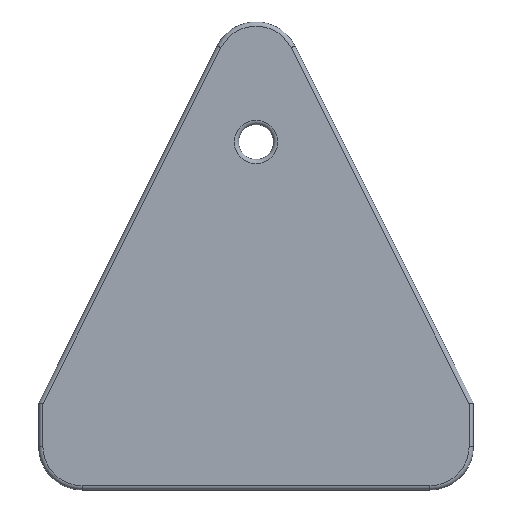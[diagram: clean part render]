
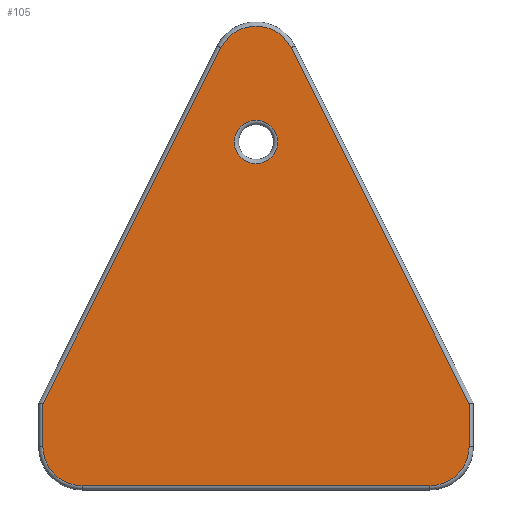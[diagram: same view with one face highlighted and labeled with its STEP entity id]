
A CAD part, front view. The second image highlights one B-rep face of the part: STEP entity #105.
In plain terms, the highlighted planar face has unit normal (0, -1, 0).
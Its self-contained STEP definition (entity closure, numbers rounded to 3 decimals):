
#64=FACE_BOUND('',#167,.T.);
#65=FACE_BOUND('',#168,.T.);
#76=CIRCLE('',#478,4.5);
#77=CIRCLE('',#479,4.5);
#78=CIRCLE('',#480,4.5);
#79=CIRCLE('',#481,2.5);
#105=ADVANCED_FACE('',(#64,#65),#133,.T.);
#133=PLANE('',#482);
#167=EDGE_LOOP('',(#223,#224,#225,#226,#227,#228,#229,#230));
#168=EDGE_LOOP('',(#231));
#223=ORIENTED_EDGE('',*,*,#377,.T.);
#224=ORIENTED_EDGE('',*,*,#378,.T.);
#225=ORIENTED_EDGE('',*,*,#379,.T.);
#226=ORIENTED_EDGE('',*,*,#380,.T.);
#227=ORIENTED_EDGE('',*,*,#381,.T.);
#228=ORIENTED_EDGE('',*,*,#382,.T.);
#229=ORIENTED_EDGE('',*,*,#383,.T.);
#230=ORIENTED_EDGE('',*,*,#384,.T.);
#231=ORIENTED_EDGE('',*,*,#385,.T.);
#339=VERTEX_POINT('',#743);
#340=VERTEX_POINT('',#744);
#341=VERTEX_POINT('',#746);
#342=VERTEX_POINT('',#748);
#343=VERTEX_POINT('',#750);
#344=VERTEX_POINT('',#752);
#345=VERTEX_POINT('',#754);
#346=VERTEX_POINT('',#756);
#347=VERTEX_POINT('',#759);
#377=EDGE_CURVE('',#339,#340,#76,.T.);
#378=EDGE_CURVE('',#340,#341,#431,.T.);
#379=EDGE_CURVE('',#341,#342,#77,.T.);
#380=EDGE_CURVE('',#342,#343,#432,.T.);
#381=EDGE_CURVE('',#343,#344,#433,.T.);
#382=EDGE_CURVE('',#344,#345,#78,.T.);
#383=EDGE_CURVE('',#345,#346,#434,.T.);
#384=EDGE_CURVE('',#346,#339,#435,.T.);
#385=EDGE_CURVE('',#347,#347,#79,.T.);
#431=LINE('',#745,#459);
#432=LINE('',#749,#460);
#433=LINE('',#751,#461);
#434=LINE('',#755,#462);
#435=LINE('',#757,#463);
#459=VECTOR('',#579,1.);
#460=VECTOR('',#582,1.);
#461=VECTOR('',#583,1.);
#462=VECTOR('',#586,1.);
#463=VECTOR('',#587,1.);
#478=AXIS2_PLACEMENT_3D('',#742,#577,#578);
#479=AXIS2_PLACEMENT_3D('',#747,#580,#581);
#480=AXIS2_PLACEMENT_3D('',#753,#584,#585);
#481=AXIS2_PLACEMENT_3D('',#758,#588,#589);
#482=AXIS2_PLACEMENT_3D('',#760,#590,#591);
#577=DIRECTION('',(0.,-1.,0.));
#578=DIRECTION('',(0.,0.,-1.));
#579=DIRECTION('',(1.,0.,0.));
#580=DIRECTION('',(0.,-1.,0.));
#581=DIRECTION('',(0.,0.,-1.));
#582=DIRECTION('',(0.,0.,1.));
#583=DIRECTION('',(-0.447,0.,0.894));
#584=DIRECTION('',(0.,-1.,0.));
#585=DIRECTION('',(0.,0.,-1.));
#586=DIRECTION('',(-0.447,0.,-0.894));
#587=DIRECTION('',(0.,0.,-1.));
#588=DIRECTION('',(0.,1.,0.));
#589=DIRECTION('',(0.,0.,-1.));
#590=DIRECTION('',(0.,-1.,0.));
#591=DIRECTION('',(0.,0.,-1.));
#742=CARTESIAN_POINT('',(5.,0.,-5.));
#743=CARTESIAN_POINT('',(0.5,0.,-5.));
#744=CARTESIAN_POINT('',(5.,0.,-9.5));
#745=CARTESIAN_POINT('',(25.,0.,-9.5));
#746=CARTESIAN_POINT('',(45.,0.,-9.5));
#747=CARTESIAN_POINT('',(45.,0.,-5.));
#748=CARTESIAN_POINT('',(49.5,0.,-5.));
#749=CARTESIAN_POINT('',(49.5,0.,30.));
#750=CARTESIAN_POINT('',(49.5,0.,-0.118));
#751=CARTESIAN_POINT('',(32.553,0.,33.776));
#752=CARTESIAN_POINT('',(29.025,0.,40.832));
#753=CARTESIAN_POINT('',(25.,0.,38.82));
#754=CARTESIAN_POINT('',(20.975,0.,40.832));
#755=CARTESIAN_POINT('',(17.447,0.,33.776));
#756=CARTESIAN_POINT('',(0.5,0.,-0.118));
#757=CARTESIAN_POINT('',(0.5,0.,30.));
#758=CARTESIAN_POINT('',(25.,0.,30.));
#759=CARTESIAN_POINT('',(25.,0.,27.5));
#760=CARTESIAN_POINT('',(25.,0.,30.));
